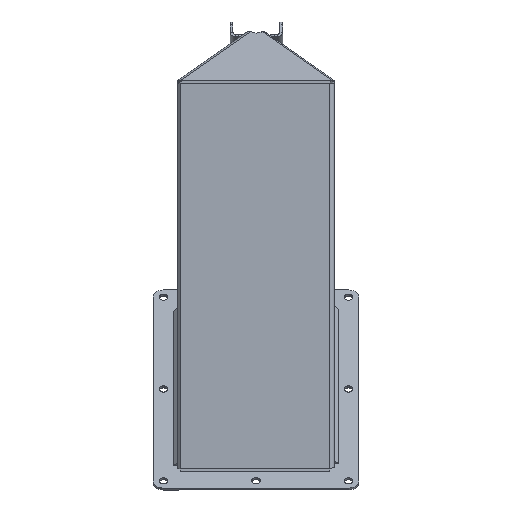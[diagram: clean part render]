
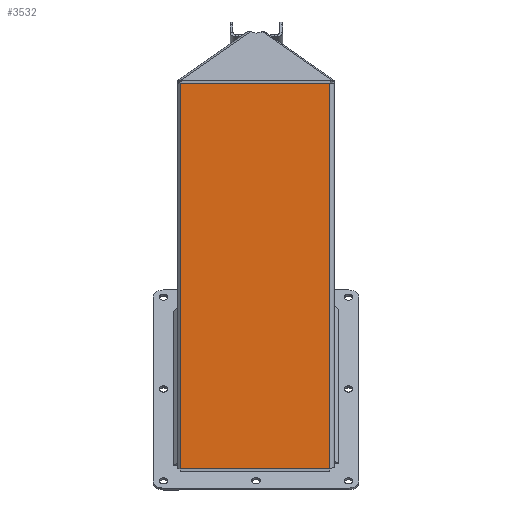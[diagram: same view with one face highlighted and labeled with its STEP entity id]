
A CAD part, top view. The second image highlights one B-rep face of the part: STEP entity #3532.
In plain terms, the highlighted planar face has unit normal (0, 0, 1).
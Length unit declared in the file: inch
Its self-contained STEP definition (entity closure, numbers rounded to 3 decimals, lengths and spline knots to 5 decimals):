
#527=FACE_OUTER_BOUND('',#739,.T.);
#739=EDGE_LOOP('',(#2955,#2956,#2957,#2958));
#1067=LINE('',#6380,#1419);
#1072=LINE('',#6399,#1424);
#1079=LINE('',#6442,#1431);
#1081=LINE('',#6445,#1433);
#1419=VECTOR('',#4687,0.3937);
#1424=VECTOR('',#4696,0.04848);
#1431=VECTOR('',#4711,0.3937);
#1433=VECTOR('',#4715,0.3937);
#1717=VERTEX_POINT('',#6378);
#1718=VERTEX_POINT('',#6379);
#1723=VERTEX_POINT('',#6397);
#1728=VERTEX_POINT('',#6441);
#2136=EDGE_CURVE('',#1717,#1718,#1067,.T.);
#2143=EDGE_CURVE('',#1723,#1718,#1072,.T.);
#2152=EDGE_CURVE('',#1717,#1728,#1079,.T.);
#2154=EDGE_CURVE('',#1728,#1723,#1081,.T.);
#2955=ORIENTED_EDGE('',*,*,#2136,.T.);
#2956=ORIENTED_EDGE('',*,*,#2143,.F.);
#2957=ORIENTED_EDGE('',*,*,#2154,.F.);
#2958=ORIENTED_EDGE('',*,*,#2152,.F.);
#3349=PLANE('',#3919);
#3532=ADVANCED_FACE('',(#527),#3349,.T.);
#3919=AXIS2_PLACEMENT_3D('',#6446,#4716,#4717);
#4687=DIRECTION('',(0.,1.,0.));
#4696=DIRECTION('',(1.,0.,0.));
#4711=DIRECTION('',(-1.,0.,0.));
#4715=DIRECTION('',(0.,1.,0.));
#4716=DIRECTION('center_axis',(0.,0.,
1.));
#4717=DIRECTION('ref_axis',(1.,0.,0.));
#6378=CARTESIAN_POINT('',(2.262,-2.86547,1.167));
#6379=CARTESIAN_POINT('',(2.262,2.86547,1.167));
#6380=CARTESIAN_POINT('',(2.262,0.01002,1.167));
#6397=CARTESIAN_POINT('',(0.042,2.86547,1.167));
#6399=CARTESIAN_POINT('',(2.4143,2.86547,1.167));
#6441=CARTESIAN_POINT('',(0.042,-2.86547,1.167));
#6442=CARTESIAN_POINT('',(2.262,-2.86547,1.167));
#6445=CARTESIAN_POINT('',(0.042,-2.86547,1.167));
#6446=CARTESIAN_POINT('Origin',(1.18827,0.00451,1.167));
